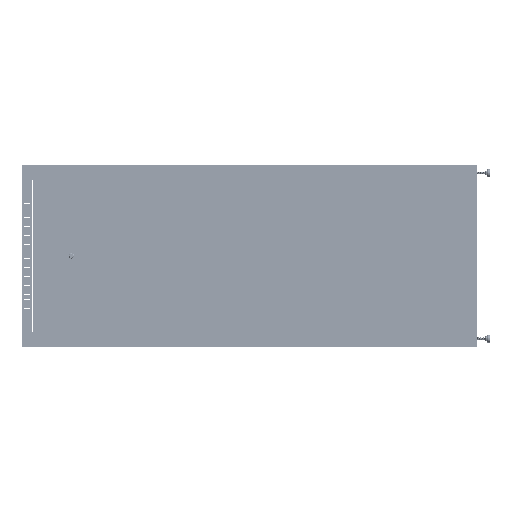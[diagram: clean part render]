
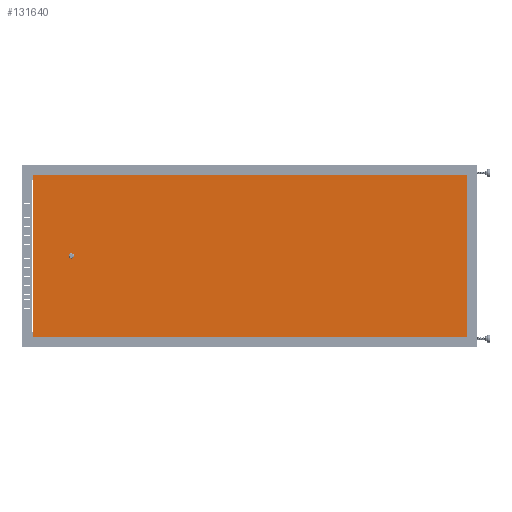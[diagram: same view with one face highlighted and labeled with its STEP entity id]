
A CAD part, left-side view. The second image highlights one B-rep face of the part: STEP entity #131640.
In plain terms, the highlighted face is planar.
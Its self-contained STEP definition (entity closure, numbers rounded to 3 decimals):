
#4668 = DIRECTION ( 'NONE',  ( 1., 0., 0. ) ) ;
#7745 = CARTESIAN_POINT ( 'NONE',  ( -355., -952.85, 0. ) ) ;
#7837 = EDGE_CURVE ( 'NONE', #126597, #25497, #39449, .T. ) ;
#9802 = EDGE_CURVE ( 'NONE', #25497, #126597, #35479, .T. ) ;
#12273 = ORIENTED_EDGE ( 'NONE', *, *, #138911, .T. ) ;
#17005 = EDGE_CURVE ( 'NONE', #125624, #129787, #117391, .T. ) ;
#19995 = CARTESIAN_POINT ( 'NONE',  ( 355., 952.85, 0. ) ) ;
#23938 = VERTEX_POINT ( 'NONE', #32539 ) ;
#25497 = VERTEX_POINT ( 'NONE', #60187 ) ;
#27372 = VERTEX_POINT ( 'NONE', #19995 ) ;
#27483 = ORIENTED_EDGE ( 'NONE', *, *, #7837, .F. ) ;
#29902 = LINE ( 'NONE', #38418, #107594 ) ;
#30616 = ORIENTED_EDGE ( 'NONE', *, *, #98582, .T. ) ;
#32539 = CARTESIAN_POINT ( 'NONE',  ( 355., -952.85, 0. ) ) ;
#35479 = CIRCLE ( 'NONE', #103016, 11.5 ) ;
#38418 = CARTESIAN_POINT ( 'NONE',  ( 355., -952.85, 0. ) ) ;
#39449 = CIRCLE ( 'NONE', #45484, 11.5 ) ;
#40954 = DIRECTION ( 'NONE',  ( 1., 0., 0. ) ) ;
#41123 = PLANE ( 'NONE',  #128642 ) ;
#41843 = VECTOR ( 'NONE', #120198, 1000. ) ;
#41978 = DIRECTION ( 'NONE',  ( 0., -1., 0. ) ) ;
#45484 = AXIS2_PLACEMENT_3D ( 'NONE', #138390, #127317, #114239 ) ;
#51051 = DIRECTION ( 'NONE',  ( 0., 0., 1. ) ) ;
#51183 = ORIENTED_EDGE ( 'NONE', *, *, #17005, .T. ) ;
#52634 = DIRECTION ( 'NONE',  ( 0., 0., 1. ) ) ;
#60187 = CARTESIAN_POINT ( 'NONE',  ( -11.5, 782.85, 0. ) ) ;
#62466 = DIRECTION ( 'NONE',  ( 0., 1., 0. ) ) ;
#64587 = CARTESIAN_POINT ( 'NONE',  ( 355., 952.85, 0. ) ) ;
#69520 = LINE ( 'NONE', #64587, #41843 ) ;
#71913 = VECTOR ( 'NONE', #62466, 1000. ) ;
#75565 = EDGE_CURVE ( 'NONE', #129787, #23938, #29902, .T. ) ;
#79863 = CARTESIAN_POINT ( 'NONE',  ( -355., -952.85, 0. ) ) ;
#85084 = DIRECTION ( 'NONE',  ( 1., 0., 0. ) ) ;
#86352 = CARTESIAN_POINT ( 'NONE',  ( 0., 782.85, 0. ) ) ;
#90046 = CARTESIAN_POINT ( 'NONE',  ( -355., 952.85, 0. ) ) ;
#90995 = FACE_BOUND ( 'NONE', #122601, .T. ) ;
#96341 = ORIENTED_EDGE ( 'NONE', *, *, #75565, .T. ) ;
#96422 = CARTESIAN_POINT ( 'NONE',  ( 11.5, 782.85, 0. ) ) ;
#98582 = EDGE_CURVE ( 'NONE', #23938, #27372, #134214, .T. ) ;
#103016 = AXIS2_PLACEMENT_3D ( 'NONE', #86352, #51051, #40954 ) ;
#107594 = VECTOR ( 'NONE', #4668, 1000. ) ;
#108236 = CARTESIAN_POINT ( 'NONE',  ( 0., 0., 0. ) ) ;
#108450 = ORIENTED_EDGE ( 'NONE', *, *, #9802, .F. ) ;
#113647 = EDGE_LOOP ( 'NONE', ( #51183, #96341, #30616, #12273 ) ) ;
#114239 = DIRECTION ( 'NONE',  ( 1., 0., 0. ) ) ;
#116891 = FACE_OUTER_BOUND ( 'NONE', #113647, .T. ) ;
#117391 = LINE ( 'NONE', #7745, #126033 ) ;
#120198 = DIRECTION ( 'NONE',  ( -1., 0., 0. ) ) ;
#122601 = EDGE_LOOP ( 'NONE', ( #27483, #108450 ) ) ;
#125624 = VERTEX_POINT ( 'NONE', #90046 ) ;
#126033 = VECTOR ( 'NONE', #41978, 1000. ) ;
#126597 = VERTEX_POINT ( 'NONE', #96422 ) ;
#127317 = DIRECTION ( 'NONE',  ( 0., 0., 1. ) ) ;
#128642 = AXIS2_PLACEMENT_3D ( 'NONE', #108236, #52634, #85084 ) ;
#129787 = VERTEX_POINT ( 'NONE', #79863 ) ;
#131640 = ADVANCED_FACE ( 'NONE', ( #90995, #116891 ), #41123, .T. ) ;
#134214 = LINE ( 'NONE', #141329, #71913 ) ;
#138390 = CARTESIAN_POINT ( 'NONE',  ( 0., 782.85, 0. ) ) ;
#138911 = EDGE_CURVE ( 'NONE', #27372, #125624, #69520, .T. ) ;
#141329 = CARTESIAN_POINT ( 'NONE',  ( 355., -952.85, 0. ) ) ;
